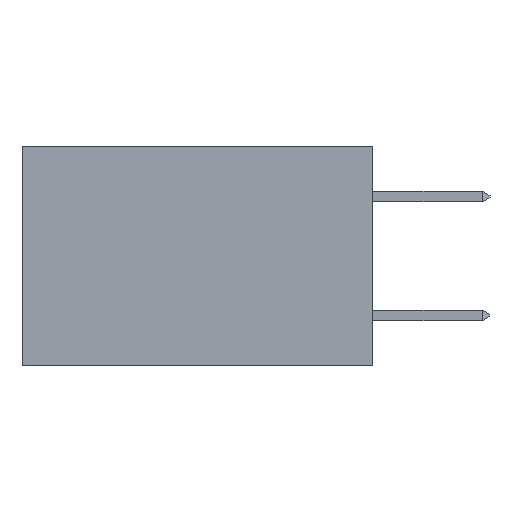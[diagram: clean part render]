
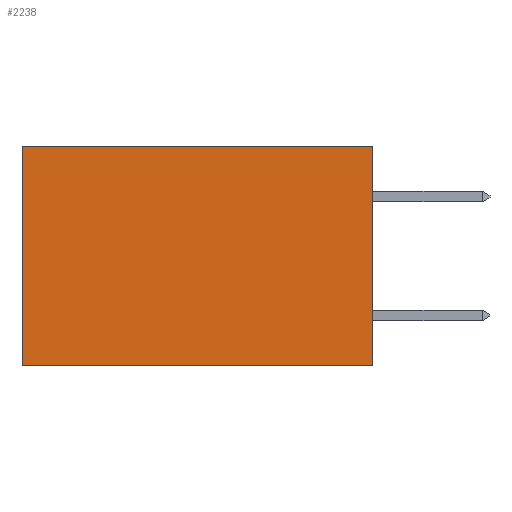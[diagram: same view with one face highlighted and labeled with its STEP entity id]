
A CAD part, left-side view. The second image highlights one B-rep face of the part: STEP entity #2238.
In plain terms, the highlighted planar face has unit normal (-1, 0, 0).
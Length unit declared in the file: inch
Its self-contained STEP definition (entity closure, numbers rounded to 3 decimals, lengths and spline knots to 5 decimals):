
#50 = VECTOR ( 'NONE', #6359, 39.37008 ) ;
#155 = PLANE ( 'NONE',  #3017 ) ;
#171 = DIRECTION ( 'NONE',  ( 0., 0., -1. ) ) ;
#233 = LINE ( 'NONE', #5787, #50 ) ;
#358 = VECTOR ( 'NONE', #2588, 39.37008 ) ;
#695 = CARTESIAN_POINT ( 'NONE',  ( 0.277, 0.59, -0.37 ) ) ;
#807 = ORIENTED_EDGE ( 'NONE', *, *, #6876, .T. ) ;
#809 = VERTEX_POINT ( 'NONE', #2205 ) ;
#1162 = CARTESIAN_POINT ( 'NONE',  ( 0.277, 0., -0.37 ) ) ;
#1574 = VECTOR ( 'NONE', #171, 39.37008 ) ;
#1760 = DIRECTION ( 'NONE',  ( 0., 0., -1. ) ) ;
#2119 = EDGE_CURVE ( 'NONE', #2428, #4868, #4721, .T. ) ;
#2198 = LINE ( 'NONE', #2763, #358 ) ;
#2205 = CARTESIAN_POINT ( 'NONE',  ( 0.277, 0., 0. ) ) ;
#2238 = ADVANCED_FACE ( 'NONE', ( #3820 ), #155, .F. ) ;
#2308 = ORIENTED_EDGE ( 'NONE', *, *, #2119, .T. ) ;
#2428 = VERTEX_POINT ( 'NONE', #4062 ) ;
#2588 = DIRECTION ( 'NONE',  ( 0., 0., -1. ) ) ;
#2763 = CARTESIAN_POINT ( 'NONE',  ( 0.277, 0., -0.37 ) ) ;
#3017 = AXIS2_PLACEMENT_3D ( 'NONE', #1162, #6454, #1760 ) ;
#3076 = ORIENTED_EDGE ( 'NONE', *, *, #6638, .F. ) ;
#3820 = FACE_OUTER_BOUND ( 'NONE', #5200, .T. ) ;
#4062 = CARTESIAN_POINT ( 'NONE',  ( 0.277, 0.59, 0. ) ) ;
#4721 = LINE ( 'NONE', #695, #1574 ) ;
#4868 = VERTEX_POINT ( 'NONE', #5768 ) ;
#5075 = LINE ( 'NONE', #5359, #6598 ) ;
#5200 = EDGE_LOOP ( 'NONE', ( #2308, #6985, #3076, #807 ) ) ;
#5359 = CARTESIAN_POINT ( 'NONE',  ( 0.277, 0., 0. ) ) ;
#5768 = CARTESIAN_POINT ( 'NONE',  ( 0.277, 0.59, -0.37 ) ) ;
#5787 = CARTESIAN_POINT ( 'NONE',  ( 0.277, 0., -0.37 ) ) ;
#6359 = DIRECTION ( 'NONE',  ( 0., 1., 0. ) ) ;
#6454 = DIRECTION ( 'NONE',  ( 1., 0., 0. ) ) ;
#6598 = VECTOR ( 'NONE', #6997, 39.37008 ) ;
#6638 = EDGE_CURVE ( 'NONE', #809, #7073, #2198, .T. ) ;
#6870 = CARTESIAN_POINT ( 'NONE',  ( 0.277, 0., -0.37 ) ) ;
#6876 = EDGE_CURVE ( 'NONE', #809, #2428, #5075, .T. ) ;
#6985 = ORIENTED_EDGE ( 'NONE', *, *, #7693, .F. ) ;
#6997 = DIRECTION ( 'NONE',  ( 0., 1., 0. ) ) ;
#7073 = VERTEX_POINT ( 'NONE', #6870 ) ;
#7693 = EDGE_CURVE ( 'NONE', #7073, #4868, #233, .T. ) ;
